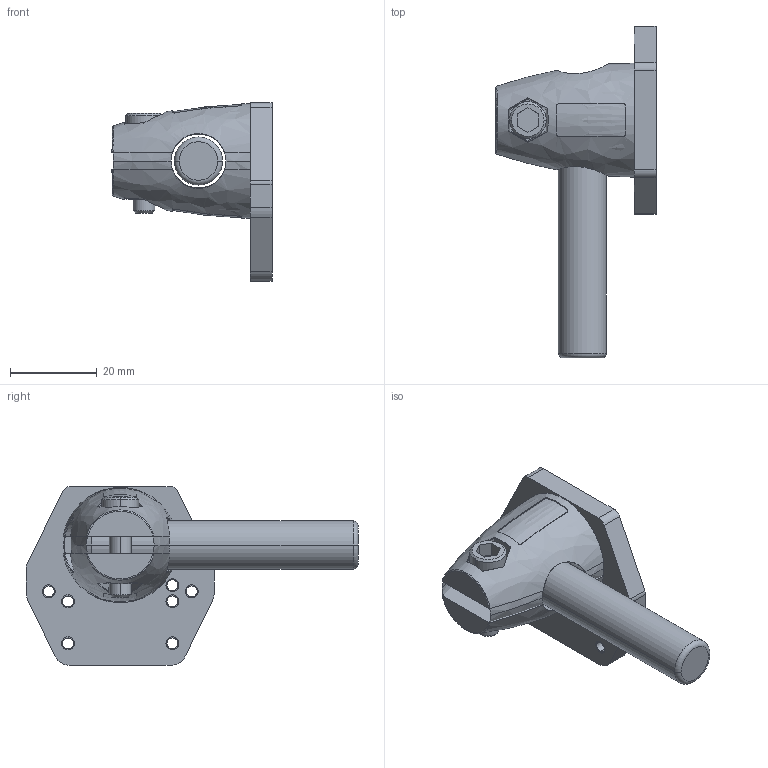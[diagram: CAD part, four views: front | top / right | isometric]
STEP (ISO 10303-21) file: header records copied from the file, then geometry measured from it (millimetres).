
FILE_DESCRIPTION((''),'2;1');
FILE_NAME('179645_ASM','2016-04-29T',('pdmadmin'),(''),'PRO/ENGINEER BY PARAMETRIC TECHNOLOGY CORPORATION, 2016010','PRO/ENGINEER BY PARAMETRIC TECHNOLOGY CORPORATION, 2016010','');
FILE_SCHEMA(('CONFIG_CONTROL_DESIGN'));
Length unit declared in the file: inch
Products named in the file (6): 7_16X2_1_2_DOWEL; 129461; M5_X_18_HEX_SHCS; 5_HEX_NUT; 179541; 179645_ASM
Assembly tree (6 placements, depth 2):
  179645_ASM
    7_16X2_1_2_DOWEL
    129461  x2
    M5_X_18_HEX_SHCS
    5_HEX_NUT
    179541
Bounding box: 36.97 x 76.65 x 41.3 mm (x, y, z)
Volume: 21127.4 mm3; surface area: 13852.9 mm2
Topology: 6 solids, 15 shells, 183 faces, 494 edges, 332 vertices
Faces by surface type: plane 81, cylinder 74, cone 10, bspline 10, torus 4, sphere 4
Entity records: 5161 total; most frequent: CARTESIAN_POINT 1545, DIRECTION 760, ORIENTED_EDGE 680, EDGE_CURVE 361, AXIS2_PLACEMENT_3D 298, VERTEX_POINT 240, VECTOR 164, LINE 164
